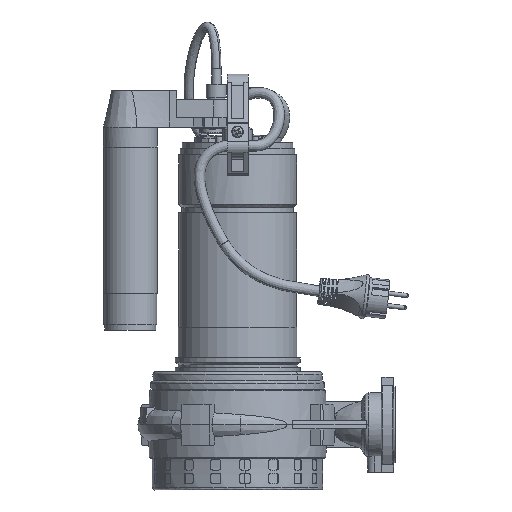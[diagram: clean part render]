
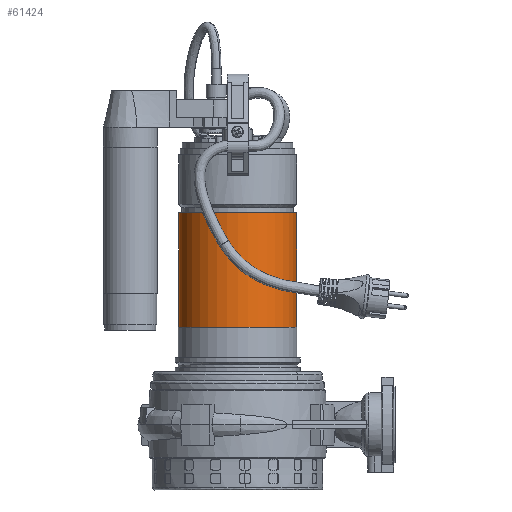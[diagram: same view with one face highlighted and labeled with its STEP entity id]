
A CAD part, front view. The second image highlights one B-rep face of the part: STEP entity #61424.
In plain terms, the highlighted cylindrical face has radius 56 mm (diameter 112 mm), a partial arc.
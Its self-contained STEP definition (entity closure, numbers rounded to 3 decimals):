
#437 = DIRECTION ( 'NONE',  ( 0., -1., 0. ) ) ;
#2243 = CARTESIAN_POINT ( 'NONE',  ( 0., 51., -56. ) ) ;
#6175 = DIRECTION ( 'NONE',  ( 0., 0., -1. ) ) ;
#8568 = CIRCLE ( 'NONE', #41380, 56. ) ;
#8631 = DIRECTION ( 'NONE',  ( 0., 0., -1. ) ) ;
#10486 = DIRECTION ( 'NONE',  ( 0., -1., 0. ) ) ;
#12550 = CARTESIAN_POINT ( 'NONE',  ( 0., 160., 56. ) ) ;
#12645 = VERTEX_POINT ( 'NONE', #2243 ) ;
#17287 = EDGE_CURVE ( 'NONE', #49724, #12645, #34580, .T. ) ;
#18099 = CARTESIAN_POINT ( 'NONE',  ( 0., 160., 0. ) ) ;
#26106 = CARTESIAN_POINT ( 'NONE',  ( 0., 160., -56. ) ) ;
#26615 = VECTOR ( 'NONE', #10486, 1000. ) ;
#26817 = DIRECTION ( 'NONE',  ( 0., 0., -1. ) ) ;
#30261 = DIRECTION ( 'NONE',  ( 0., 1., 0. ) ) ;
#33939 = ORIENTED_EDGE ( 'NONE', *, *, #65906, .T. ) ;
#34580 = LINE ( 'NONE', #42774, #26615 ) ;
#35954 = ORIENTED_EDGE ( 'NONE', *, *, #68786, .T. ) ;
#41380 = AXIS2_PLACEMENT_3D ( 'NONE', #68265, #30261, #6175 ) ;
#42774 = CARTESIAN_POINT ( 'NONE',  ( 0., 160., -56. ) ) ;
#43511 = AXIS2_PLACEMENT_3D ( 'NONE', #54333, #437, #8631 ) ;
#49724 = VERTEX_POINT ( 'NONE', #26106 ) ;
#52119 = EDGE_CURVE ( 'NONE', #96305, #12645, #8568, .T. ) ;
#52996 = AXIS2_PLACEMENT_3D ( 'NONE', #18099, #74532, #26817 ) ;
#54333 = CARTESIAN_POINT ( 'NONE',  ( 0., 160., 0. ) ) ;
#59122 = FACE_OUTER_BOUND ( 'NONE', #76629, .T. ) ;
#61424 = ADVANCED_FACE ( 'NONE', ( #59122 ), #90434, .T. ) ;
#62001 = CARTESIAN_POINT ( 'NONE',  ( 0., 160., 56. ) ) ;
#64263 = VERTEX_POINT ( 'NONE', #12550 ) ;
#64781 = CIRCLE ( 'NONE', #43511, 56. ) ;
#65792 = ORIENTED_EDGE ( 'NONE', *, *, #17287, .F. ) ;
#65906 = EDGE_CURVE ( 'NONE', #49724, #64263, #64781, .T. ) ;
#68185 = DIRECTION ( 'NONE',  ( 0., -1., 0. ) ) ;
#68265 = CARTESIAN_POINT ( 'NONE',  ( 0., 51., 0. ) ) ;
#68786 = EDGE_CURVE ( 'NONE', #64263, #96305, #101018, .T. ) ;
#74532 = DIRECTION ( 'NONE',  ( 0., -1., 0. ) ) ;
#76629 = EDGE_LOOP ( 'NONE', ( #33939, #35954, #101246, #65792 ) ) ;
#83713 = CARTESIAN_POINT ( 'NONE',  ( 0., 51., 56. ) ) ;
#90434 = CYLINDRICAL_SURFACE ( 'NONE', #52996, 56. ) ;
#92205 = VECTOR ( 'NONE', #68185, 1000. ) ;
#96305 = VERTEX_POINT ( 'NONE', #83713 ) ;
#101018 = LINE ( 'NONE', #62001, #92205 ) ;
#101246 = ORIENTED_EDGE ( 'NONE', *, *, #52119, .T. ) ;
